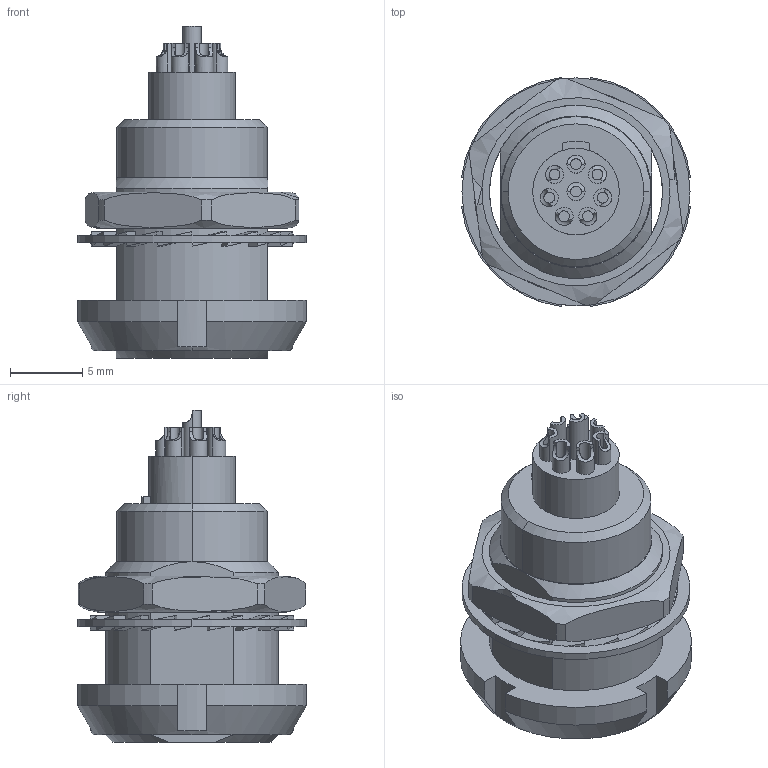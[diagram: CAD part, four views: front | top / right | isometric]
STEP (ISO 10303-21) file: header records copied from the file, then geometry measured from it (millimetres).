
FILE_DESCRIPTION(('STEP AP214'),'1');
FILE_NAME(' ',' ',('TraceParts'),('TraceParts S.A.'),'XStep 1.0',' ',' ');
FILE_SCHEMA(('automotive_design'));
Length unit declared in the file: millimetre
Products named in the file (4): ECZ.1B.308.CLL|ECZ.1B.308.CZZ:1;ECZ.1B.308.CZZ; ECZ.1B.308.CLL|GEA.1S.240.LN:1;GEA.1S.240.LN; ECZ.1B.308.CLL|GBA.1S.250.FN:1;GBA.1S.250.FN; ECZ.1B.308.CLL|GEG.1S.240.LC:1;GEG.1S.240.LC
Bounding box: 15.87 x 15.87 x 23 mm (x, y, z)
Volume: 2178.8 mm3; surface area: 1923.6 mm2
Topology: 4 solids, 4 shells, 286 faces, 709 edges, 433 vertices
Faces by surface type: cylinder 141, plane 97, bspline 40, cone 8
Entity records: 17917 total; most frequent: CARTESIAN_POINT 3493, STYLED_ITEM 1424, PRESENTATION_STYLE_ASSIGNMENT 1424, COLOUR_RGB 1424, ORIENTED_EDGE 1402, DIRECTION 1212, EDGE_CURVE 701, CURVE_STYLE 701
